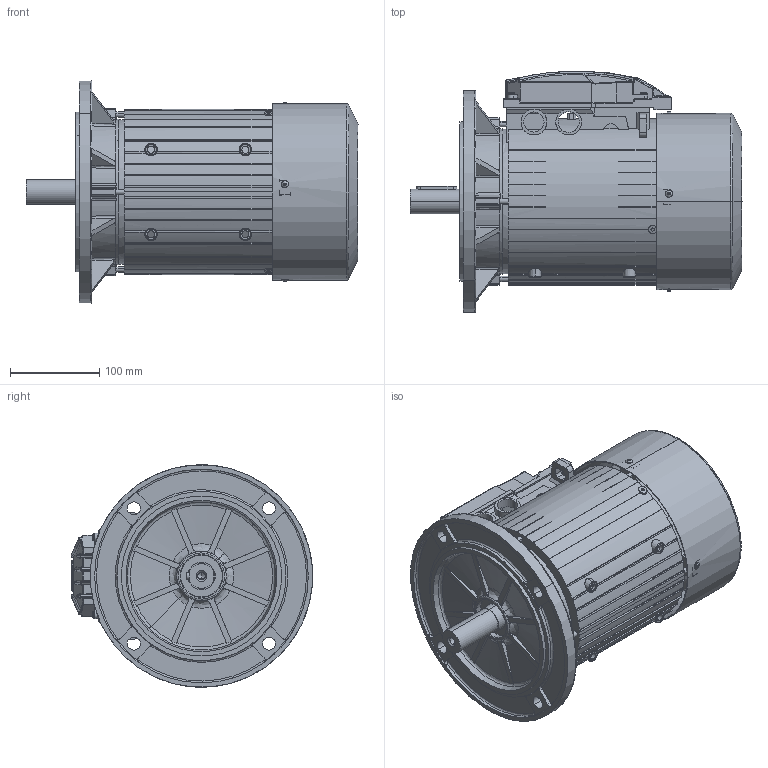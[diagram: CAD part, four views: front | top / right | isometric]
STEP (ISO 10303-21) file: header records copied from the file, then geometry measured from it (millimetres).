
FILE_DESCRIPTION (( 'STEP AP214' ), '1' );
FILE_NAME ('18OR.STEP', '2024-04-23T21:54:56', ( '' ), ( '' ), 'SwSTEP 2.0', 'SolidWorks 2021', '' );
FILE_SCHEMA (( 'AUTOMOTIVE_DESIGN' ));
Length unit declared in the file: inch
Products named in the file (1): 18OR
Bounding box: 373 x 271.08 x 249.75 mm (x, y, z)
Volume: 5860838.1 mm3; surface area: 771230.1 mm2
Topology: 14 solids, 19 shells, 3863 faces, 10544 edges, 6784 vertices
Faces by surface type: plane 1553, cylinder 1291, bspline 811, cone 204, torus 4
Entity records: 168935 total; most frequent: CARTESIAN_POINT 76434, ORIENTED_EDGE 20944, DIRECTION 16919, EDGE_CURVE 10472, VERTEX_POINT 6784, AXIS2_PLACEMENT_3D 5868, LINE 5183, VECTOR 5183
